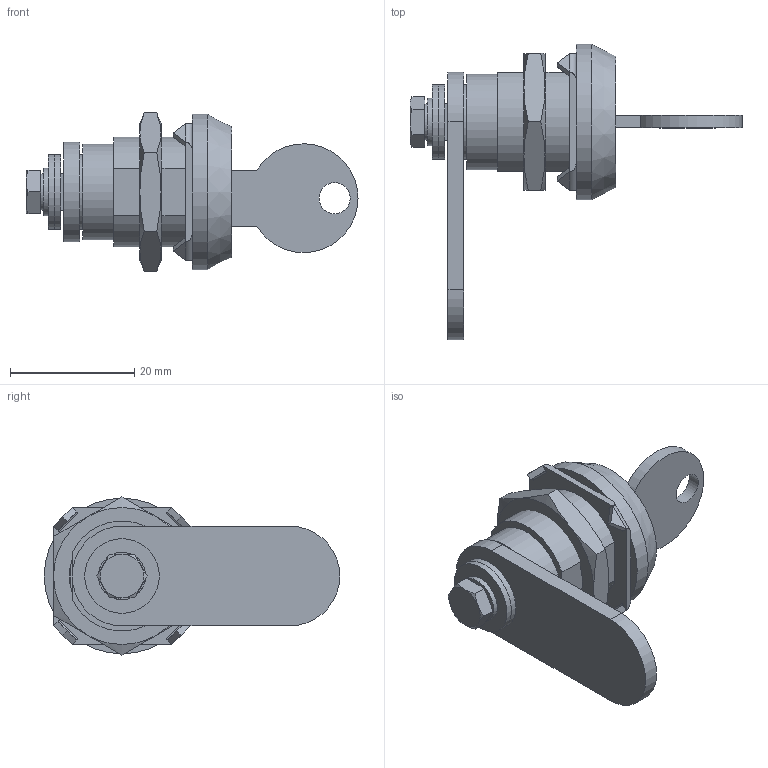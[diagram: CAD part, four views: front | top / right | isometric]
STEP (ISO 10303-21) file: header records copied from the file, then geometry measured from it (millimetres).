
FILE_DESCRIPTION((''),'2;1');
FILE_NAME('620001_1.iam.stp','2010-09-05T10:34:06',(''),(''),'Autodesk Inventor 2010','Autodesk Inventor 2010','');
FILE_SCHEMA(('AUTOMOTIVE_DESIGN { 1 0 10303 214 1 1 1 1 }'));
Length unit declared in the file: millimetre
Products named in the file (10): 620001_1; 620001_1-1; 620001_1-2; 620001_1-3; 620001_1-4; Klíč; M18x1-nízká; ISO 7093 A ST 4 - 140 HV - A; DIN 128 A4; DIN 933 - nahrazený DIN EN 24017 M4  x 8
Assembly tree (10 placements, depth 2):
  620001_1
    620001_1-1
    620001_1-2
    620001_1-3
    620001_1-4
    Klíč
    M18x1-nízká
    ISO 7093 A ST 4 - 140 HV - A  x2
    DIN 128 A4
    DIN 933 - nahrazený DIN EN 24017 M4  x 8
Bounding box: 53.35 x 47.5 x 25.4 mm (x, y, z)
Volume: 9958.5 mm3; surface area: 9409.7 mm2
Topology: 10 solids, 10 shells, 165 faces, 376 edges, 237 vertices
Faces by surface type: plane 100, cylinder 34, cone 23, bspline 6, torus 2
Full cylindrical faces by diameter (mm): 3.621 x1, 4 x1, 4.3 x2, 5 x1, 5.9 x1, 12 x4, 15.4 x1, 16.5 x1, 17 x1, 25 x1
Entity records: 4726 total; most frequent: CARTESIAN_POINT 924, DIRECTION 756, ORIENTED_EDGE 688, EDGE_CURVE 344, AXIS2_PLACEMENT_3D 279, VERTEX_POINT 227, EDGE_LOOP 199, VECTOR 198
